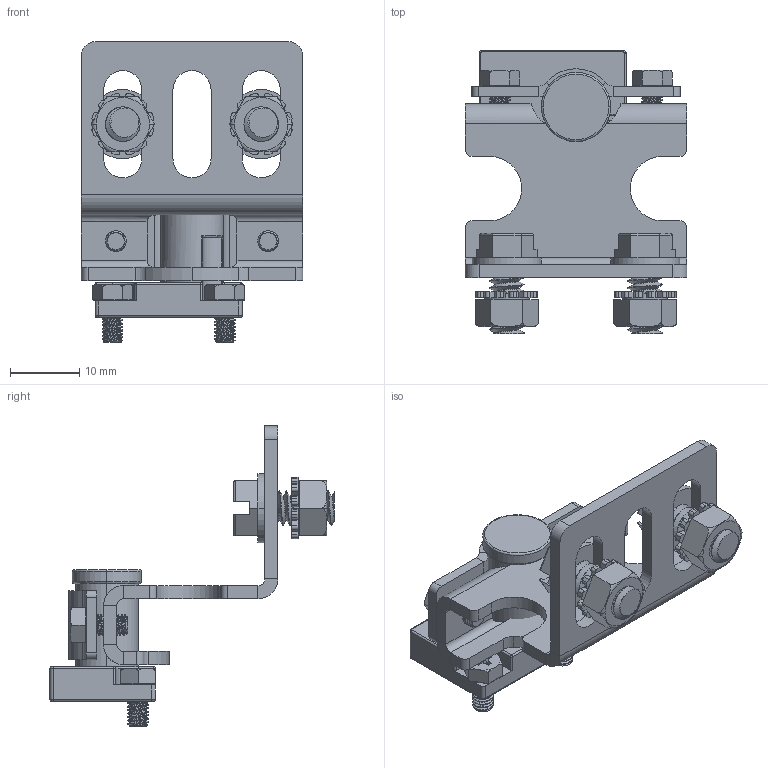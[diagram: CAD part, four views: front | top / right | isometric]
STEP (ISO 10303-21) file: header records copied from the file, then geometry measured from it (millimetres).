
FILE_DESCRIPTION((''),'2;1');
FILE_NAME('147224_ASM','2016-02-04T',('pdmadmin'),(''),'PRO/ENGINEER BY PARAMETRIC TECHNOLOGY CORPORATION, 2013230','PRO/ENGINEER BY PARAMETRIC TECHNOLOGY CORPORATION, 2013230','');
FILE_SCHEMA(('CONFIG_CONTROL_DESIGN'));
Length unit declared in the file: millimetre
Products named in the file (7): 140904; 142038; 140906; 140905; 58892_GENERIC; 119057; 147224_ASM
Assembly tree (11 placements, depth 2):
  147224_ASM
    140904
    142038  x4
    140906
    140905
    58892_GENERIC  x2
    119057  x2
Bounding box: 32 x 41.03 x 43.4 mm (x, y, z)
Volume: 6797.4 mm3; surface area: 8387.7 mm2
Topology: 11 solids, 15 shells, 900 faces, 2335 edges, 1470 vertices
Faces by surface type: plane 420, cylinder 326, bspline 90, torus 48, cone 12, sphere 4
Entity records: 20592 total; most frequent: CARTESIAN_POINT 9260, ORIENTED_EDGE 2368, DIRECTION 2276, EDGE_CURVE 1190, AXIS2_PLACEMENT_3D 792, VERTEX_POINT 743, VECTOR 692, LINE 692
